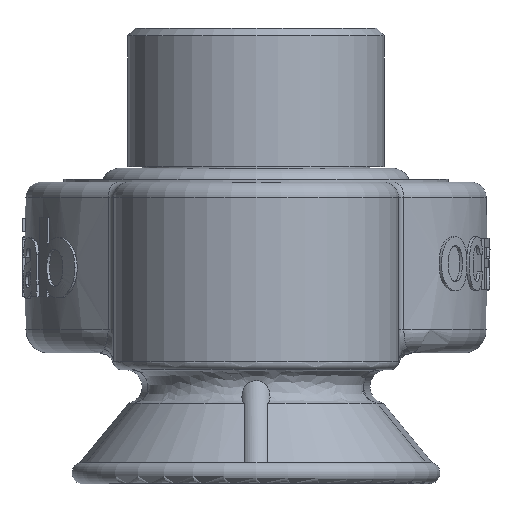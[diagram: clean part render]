
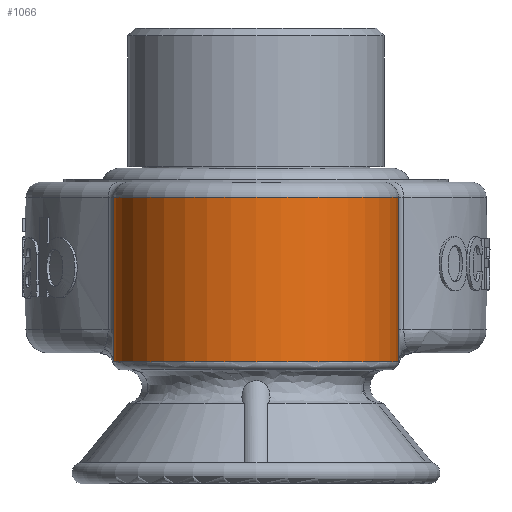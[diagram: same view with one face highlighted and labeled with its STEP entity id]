
A CAD part, left-side view. The second image highlights one B-rep face of the part: STEP entity #1066.
In plain terms, the highlighted cylindrical face has radius 9.25 mm (diameter 18.5 mm), a partial arc.
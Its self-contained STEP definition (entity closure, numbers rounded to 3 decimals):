
#1066 = ADVANCED_FACE( '', ( #2169 ), #2170, .T. );
#2169 = FACE_OUTER_BOUND( '', #8260, .T. );
#2170 = CYLINDRICAL_SURFACE( '', #8261, 9.25 );
#8260 = EDGE_LOOP( '', ( #10907, #10908, #10909, #10910 ) );
#8261 = AXIS2_PLACEMENT_3D( '', #10911, #10912, #10913 );
#10907 = ORIENTED_EDGE( '', *, *, #12179, .T. );
#10908 = ORIENTED_EDGE( '', *, *, #12193, .T. );
#10909 = ORIENTED_EDGE( '', *, *, #11560, .F. );
#10910 = ORIENTED_EDGE( '', *, *, #12460, .T. );
#10911 = CARTESIAN_POINT( '', ( -15., 0., 0. ) );
#10912 = DIRECTION( '', ( 0., 0., -1. ) );
#10913 = DIRECTION( '', ( 1., 0., 0. ) );
#11560 = EDGE_CURVE( '', #12831, #12778, #12833, .F. );
#12179 = EDGE_CURVE( '', #12945, #13683, #13783, .F. );
#12193 = EDGE_CURVE( '', #13683, #12778, #13802, .F. );
#12460 = EDGE_CURVE( '', #12831, #12945, #14131, .F. );
#12778 = VERTEX_POINT( '', #14941 );
#12831 = VERTEX_POINT( '', #15170 );
#12833 = LINE( '', #15173, #15174 );
#12945 = VERTEX_POINT( '', #15839 );
#13683 = VERTEX_POINT( '', #17773 );
#13783 = LINE( '', #18023, #18024 );
#13802 = CIRCLE( '', #18123, 9.25 );
#14131 = CIRCLE( '', #18989, 9.25 );
#14941 = CARTESIAN_POINT( '', ( -15., 9.25, 18.6 ) );
#15170 = CARTESIAN_POINT( '', ( -15., 9.25, 7.916 ) );
#15173 = CARTESIAN_POINT( '', ( -15., 9.25, 7.418 ) );
#15174 = VECTOR( '', #19339, 1000. );
#15839 = CARTESIAN_POINT( '', ( -15., -9.25, 7.916 ) );
#17773 = CARTESIAN_POINT( '', ( -15., -9.25, 18.6 ) );
#18023 = CARTESIAN_POINT( '', ( -15., -9.25, 7.418 ) );
#18024 = VECTOR( '', #19780, 1000. );
#18123 = AXIS2_PLACEMENT_3D( '', #19784, #19785, #19786 );
#18989 = AXIS2_PLACEMENT_3D( '', #19910, #19911, #19912 );
#19339 = DIRECTION( '', ( 0., 0., -1. ) );
#19780 = DIRECTION( '', ( 0., 0., -1. ) );
#19784 = CARTESIAN_POINT( '', ( -15., 0., 18.6 ) );
#19785 = DIRECTION( '', ( 0., 0., 1. ) );
#19786 = DIRECTION( '', ( 1., 0., 0. ) );
#19910 = CARTESIAN_POINT( '', ( -15., 0., 7.916 ) );
#19911 = DIRECTION( '', ( 0., 0., -1. ) );
#19912 = DIRECTION( '', ( -1., 0., 0. ) );
